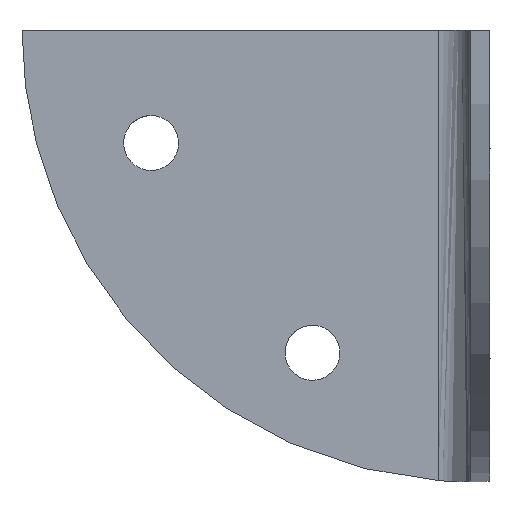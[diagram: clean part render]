
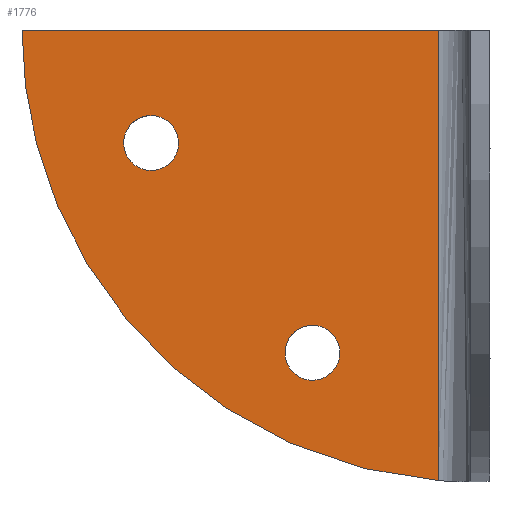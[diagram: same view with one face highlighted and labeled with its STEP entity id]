
A CAD part, left-side view. The second image highlights one B-rep face of the part: STEP entity #1776.
In plain terms, the highlighted free-form (B-spline) face has degree [1, 1] with [2, 2] control points.
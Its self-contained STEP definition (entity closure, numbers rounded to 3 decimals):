
#79=CARTESIAN_POINT('',(-1.2,12.689,7.806));
#80=VERTEX_POINT('',#79);
#86=CARTESIAN_POINT('',(-1.2,11.0,6.3));
#87=VERTEX_POINT('',#86);
#88=CARTESIAN_POINT('',(-1.2,12.689,7.806));
#89=CARTESIAN_POINT('',(-1.2,12.516,6.3));
#90=CARTESIAN_POINT('',(-1.2,11.0,6.3));
#98=(BOUNDED_CURVE()B_SPLINE_CURVE(2,(#88,#89,#90),.UNSPECIFIED.,.F.,.U.)B_SPLINE_CURVE_WITH_KNOTS((3,3),(0.27,0.5),.UNSPECIFIED.)CURVE()GEOMETRIC_REPRESENTATION_ITEM()RATIONAL_B_SPLINE_CURVE((0.957,0.73,1.0))REPRESENTATION_ITEM(''));
#99=EDGE_CURVE('',#80,#87,#98,.T.);
#101=CARTESIAN_POINT('',(-1.2,9.303,7.896));
#102=VERTEX_POINT('',#101);
#103=CARTESIAN_POINT('',(-1.2,11.0,6.3));
#104=CARTESIAN_POINT('',(-1.2,9.401,6.3));
#105=CARTESIAN_POINT('',(-1.2,9.303,7.896));
#113=(BOUNDED_CURVE()B_SPLINE_CURVE(2,(#103,#104,#105),.UNSPECIFIED.,.F.,.U.)B_SPLINE_CURVE_WITH_KNOTS((3,3),(0.5,0.739),.UNSPECIFIED.)CURVE()GEOMETRIC_REPRESENTATION_ITEM()RATIONAL_B_SPLINE_CURVE((1.0,0.72,0.976))REPRESENTATION_ITEM(''));
#114=EDGE_CURVE('',#87,#102,#113,.T.);
#209=CARTESIAN_POINT('',(-1.2,11.0,9.7));
#210=VERTEX_POINT('',#209);
#211=CARTESIAN_POINT('',(-1.2,9.303,7.896));
#212=CARTESIAN_POINT('',(-1.2,9.3,7.948));
#213=CARTESIAN_POINT('',(-1.2,9.3,8.0));
#214=CARTESIAN_POINT('',(-1.2,9.3,9.7));
#215=CARTESIAN_POINT('',(-1.2,11.0,9.7));
#223=(BOUNDED_CURVE()B_SPLINE_CURVE(2,(#211,#212,#213,#214,#215),.UNSPECIFIED.,.F.,.U.)B_SPLINE_CURVE_WITH_KNOTS((3,2,3),(0.739,0.75,1.0),.UNSPECIFIED.)CURVE()GEOMETRIC_REPRESENTATION_ITEM()RATIONAL_B_SPLINE_CURVE((0.976,0.988,1.0,0.707,1.0))REPRESENTATION_ITEM(''));
#224=EDGE_CURVE('',#102,#210,#223,.T.);
#226=CARTESIAN_POINT('',(-1.2,11.0,9.7));
#227=CARTESIAN_POINT('',(-1.2,12.7,9.7));
#228=CARTESIAN_POINT('',(-1.2,12.7,8.0));
#229=CARTESIAN_POINT('',(-1.2,12.7,7.903));
#230=CARTESIAN_POINT('',(-1.2,12.689,7.806));
#238=(BOUNDED_CURVE()B_SPLINE_CURVE(2,(#226,#227,#228,#229,#230),.UNSPECIFIED.,.F.,.U.)B_SPLINE_CURVE_WITH_KNOTS((3,2,3),(0.0,0.25,0.27),.UNSPECIFIED.)CURVE()GEOMETRIC_REPRESENTATION_ITEM()RATIONAL_B_SPLINE_CURVE((1.0,0.707,1.0,0.977,0.957))REPRESENTATION_ITEM(''));
#239=EDGE_CURVE('',#210,#80,#238,.T.);
#407=CARTESIAN_POINT('',(-1.2,22.689,20.806));
#408=VERTEX_POINT('',#407);
#414=CARTESIAN_POINT('',(-1.2,21.0,19.3));
#415=VERTEX_POINT('',#414);
#416=CARTESIAN_POINT('',(-1.2,22.689,20.806));
#417=CARTESIAN_POINT('',(-1.2,22.516,19.3));
#418=CARTESIAN_POINT('',(-1.2,21.0,19.3));
#426=(BOUNDED_CURVE()B_SPLINE_CURVE(2,(#416,#417,#418),.UNSPECIFIED.,.F.,.U.)B_SPLINE_CURVE_WITH_KNOTS((3,3),(0.27,0.5),.UNSPECIFIED.)CURVE()GEOMETRIC_REPRESENTATION_ITEM()RATIONAL_B_SPLINE_CURVE((0.957,0.73,1.0))REPRESENTATION_ITEM(''));
#427=EDGE_CURVE('',#408,#415,#426,.T.);
#429=CARTESIAN_POINT('',(-1.2,19.303,20.896));
#430=VERTEX_POINT('',#429);
#431=CARTESIAN_POINT('',(-1.2,21.0,19.3));
#432=CARTESIAN_POINT('',(-1.2,19.401,19.3));
#433=CARTESIAN_POINT('',(-1.2,19.303,20.896));
#441=(BOUNDED_CURVE()B_SPLINE_CURVE(2,(#431,#432,#433),.UNSPECIFIED.,.F.,.U.)B_SPLINE_CURVE_WITH_KNOTS((3,3),(0.5,0.739),.UNSPECIFIED.)CURVE()GEOMETRIC_REPRESENTATION_ITEM()RATIONAL_B_SPLINE_CURVE((1.0,0.72,0.976))REPRESENTATION_ITEM(''));
#442=EDGE_CURVE('',#415,#430,#441,.T.);
#537=CARTESIAN_POINT('',(-1.2,21.0,22.7));
#538=VERTEX_POINT('',#537);
#539=CARTESIAN_POINT('',(-1.2,19.303,20.896));
#540=CARTESIAN_POINT('',(-1.2,19.3,20.948));
#541=CARTESIAN_POINT('',(-1.2,19.3,21.0));
#542=CARTESIAN_POINT('',(-1.2,19.3,22.7));
#543=CARTESIAN_POINT('',(-1.2,21.0,22.7));
#551=(BOUNDED_CURVE()B_SPLINE_CURVE(2,(#539,#540,#541,#542,#543),.UNSPECIFIED.,.F.,.U.)B_SPLINE_CURVE_WITH_KNOTS((3,2,3),(0.739,0.75,1.0),.UNSPECIFIED.)CURVE()GEOMETRIC_REPRESENTATION_ITEM()RATIONAL_B_SPLINE_CURVE((0.976,0.988,1.0,0.707,1.0))REPRESENTATION_ITEM(''));
#552=EDGE_CURVE('',#430,#538,#551,.T.);
#554=CARTESIAN_POINT('',(-1.2,21.0,22.7));
#555=CARTESIAN_POINT('',(-1.2,22.7,22.7));
#556=CARTESIAN_POINT('',(-1.2,22.7,21.0));
#557=CARTESIAN_POINT('',(-1.2,22.7,20.903));
#558=CARTESIAN_POINT('',(-1.2,22.689,20.806));
#566=(BOUNDED_CURVE()B_SPLINE_CURVE(2,(#554,#555,#556,#557,#558),.UNSPECIFIED.,.F.,.U.)B_SPLINE_CURVE_WITH_KNOTS((3,2,3),(0.0,0.25,0.27),.UNSPECIFIED.)CURVE()GEOMETRIC_REPRESENTATION_ITEM()RATIONAL_B_SPLINE_CURVE((1.0,0.707,1.0,0.977,0.957))REPRESENTATION_ITEM(''));
#567=EDGE_CURVE('',#538,#408,#566,.T.);
#1489=CARTESIAN_POINT('',(-1.2,3.2,28.0));
#1490=VERTEX_POINT('',#1489);
#1504=CARTESIAN_POINT('',(-1.2,3.2,0.086));
#1505=VERTEX_POINT('',#1504);
#1506=CARTESIAN_POINT('',(-1.2,3.2,0.086));
#1507=CARTESIAN_POINT('',(-1.2,3.2,28.0));
#1508=QUASI_UNIFORM_CURVE('',1,(#1506,#1507),.UNSPECIFIED.,.F.,.U.);
#1509=EDGE_CURVE('',#1505,#1490,#1508,.T.);
#1582=CARTESIAN_POINT('',(-1.2,29.0,28.0));
#1583=VERTEX_POINT('',#1582);
#1584=CARTESIAN_POINT('',(-1.2,3.2,0.086));
#1585=CARTESIAN_POINT('',(-1.2,29.001,2.119));
#1586=CARTESIAN_POINT('',(-1.2,29.0,28.0));
#1594=(BOUNDED_CURVE()B_SPLINE_CURVE(2,(#1584,#1585,#1586),.UNSPECIFIED.,.F.,.U.)CURVE()GEOMETRIC_REPRESENTATION_ITEM()QUASI_UNIFORM_CURVE()RATIONAL_B_SPLINE_CURVE((1.0,0.734,1.0))REPRESENTATION_ITEM(''));
#1595=EDGE_CURVE('',#1505,#1583,#1594,.T.);
#1716=CARTESIAN_POINT('',(-1.2,29.0,28.0));
#1717=CARTESIAN_POINT('',(-1.2,3.2,28.0));
#1718=QUASI_UNIFORM_CURVE('',1,(#1716,#1717),.UNSPECIFIED.,.F.,.U.);
#1719=EDGE_CURVE('',#1583,#1490,#1718,.T.);
#1754=CARTESIAN_POINT('',(-1.2,1.911,-1.308));
#1755=CARTESIAN_POINT('',(-1.2,30.289,-1.308));
#1756=CARTESIAN_POINT('',(-1.2,1.911,29.394));
#1757=CARTESIAN_POINT('',(-1.2,30.289,29.394));
#1758=B_SPLINE_SURFACE_WITH_KNOTS('',1,1,((#1754,#1756),(#1755,#1757)),.UNSPECIFIED.,.F.,.F.,.U.,(2,2),(2,2),(0.0,28.377),(0.0,30.703),.UNSPECIFIED.);
#1759=ORIENTED_EDGE('',*,*,#1595,.F.);
#1760=ORIENTED_EDGE('',*,*,#1509,.T.);
#1761=ORIENTED_EDGE('',*,*,#1719,.F.);
#1762=EDGE_LOOP('',(#1759,#1760,#1761));
#1763=FACE_OUTER_BOUND('',#1762,.T.);
#1764=ORIENTED_EDGE('',*,*,#442,.F.);
#1765=ORIENTED_EDGE('',*,*,#427,.F.);
#1766=ORIENTED_EDGE('',*,*,#567,.F.);
#1767=ORIENTED_EDGE('',*,*,#552,.F.);
#1768=EDGE_LOOP('',(#1764,#1765,#1766,#1767));
#1769=FACE_BOUND('',#1768,.T.);
#1770=ORIENTED_EDGE('',*,*,#114,.F.);
#1771=ORIENTED_EDGE('',*,*,#99,.F.);
#1772=ORIENTED_EDGE('',*,*,#239,.F.);
#1773=ORIENTED_EDGE('',*,*,#224,.F.);
#1774=EDGE_LOOP('',(#1770,#1771,#1772,#1773));
#1775=FACE_BOUND('',#1774,.T.);
#1776=ADVANCED_FACE('',(#1763,#1769,#1775),#1758,.F.);
